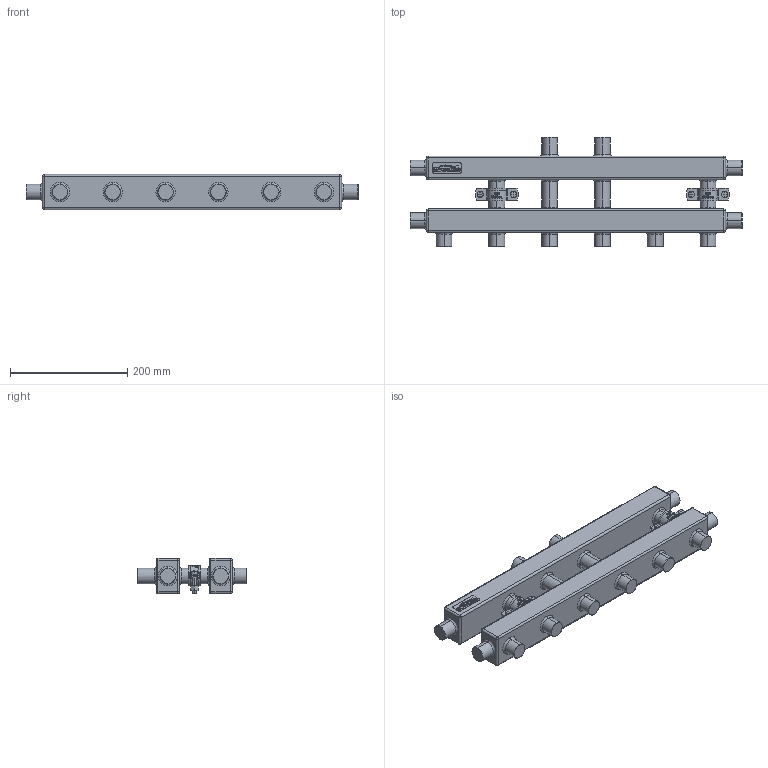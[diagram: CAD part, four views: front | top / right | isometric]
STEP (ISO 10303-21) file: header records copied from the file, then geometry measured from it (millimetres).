
FILE_DESCRIPTION (( 'STEP AP214' ), '1' );
FILE_NAME ('MK-40-5V.17+K.UF.04.STEP', '2017-02-07T10:08:13', ( '' ), ( '' ), 'SwSTEP 2.0', 'SolidWorks 2015', '' );
FILE_SCHEMA (( 'AUTOMOTIVE_DESIGN' ));
Length unit declared in the file: millimetre
Products named in the file (3): MK-40-5V.17+K.UF.04; Êîïèÿ MK-40-5V.17^MK-40-5V.17+K.UF.04; Êîïèÿ Ñàíòåõíè÷åñêèé õîìóò ÄÓ20;25;32^MK-40-5V.17+K.UF.04_•®¬ãâ „“20
Assembly tree (3 placements, depth 2):
  MK-40-5V.17+K.UF.04
    Êîïèÿ MK-40-5V.17^MK-40-5V.17+K.UF.04
    Êîïèÿ Ñàíòåõíè÷åñêèé õîìóò ÄÓ20;25;32^MK-40-5V.17+K.UF.04_•®¬ãâ „“20  x2
Bounding box: 566 x 186 x 61 mm (x, y, z)
Volume: 2756173.8 mm3; surface area: 266029.9 mm2
Topology: 7 solids, 7 shells, 1264 faces, 3428 edges, 2232 vertices
Faces by surface type: bspline 534, plane 438, cylinder 212, torus 40, cone 24, sphere 16
Entity records: 45919 total; most frequent: CARTESIAN_POINT 23251, ORIENTED_EDGE 5244, DIRECTION 3128, EDGE_CURVE 2622, VERTEX_POINT 1708, VECTOR 1214, LINE 1214, EDGE_LOOP 1044
